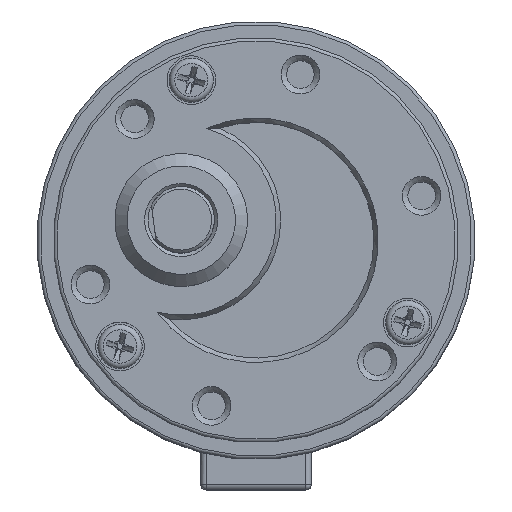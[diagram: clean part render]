
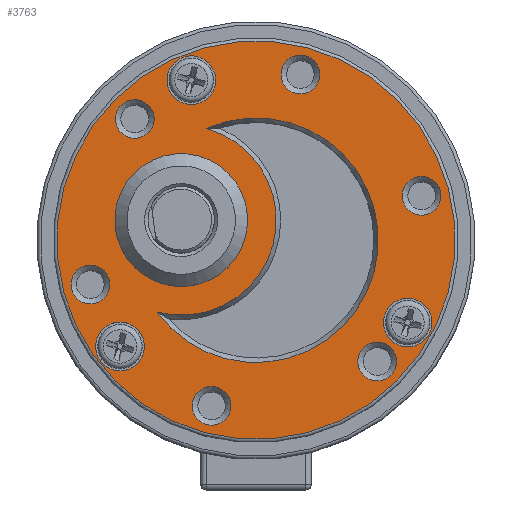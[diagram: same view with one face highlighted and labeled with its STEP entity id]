
A CAD part, top view. The second image highlights one B-rep face of the part: STEP entity #3763.
In plain terms, the highlighted planar face has unit normal (0, 0, 1).
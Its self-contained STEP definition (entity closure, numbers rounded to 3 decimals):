
#2908=PLANE('',#10139);
#3763=ADVANCED_FACE('',(#4161,#4162,#4163,#4164,#4165,#4166,#4167,#4168,
#4169,#4170,#4171,#4172),#2908,.T.);
#4161=FACE_BOUND('',#4705,.T.);
#4162=FACE_BOUND('',#4706,.T.);
#4163=FACE_BOUND('',#4707,.T.);
#4164=FACE_BOUND('',#4708,.T.);
#4165=FACE_BOUND('',#4709,.T.);
#4166=FACE_BOUND('',#4710,.T.);
#4167=FACE_BOUND('',#4711,.T.);
#4168=FACE_BOUND('',#4712,.T.);
#4169=FACE_BOUND('',#4713,.T.);
#4170=FACE_BOUND('',#4714,.T.);
#4171=FACE_BOUND('',#4715,.T.);
#4172=FACE_BOUND('',#4716,.T.);
#4705=EDGE_LOOP('',(#6678));
#4706=EDGE_LOOP('',(#6679));
#4707=EDGE_LOOP('',(#6680));
#4708=EDGE_LOOP('',(#6681));
#4709=EDGE_LOOP('',(#6682));
#4710=EDGE_LOOP('',(#6683));
#4711=EDGE_LOOP('',(#6684));
#4712=EDGE_LOOP('',(#6685));
#4713=EDGE_LOOP('',(#6686));
#4714=EDGE_LOOP('',(#6687));
#4715=EDGE_LOOP('',(#6688));
#4716=EDGE_LOOP('',(#6689,#6690));
#6678=ORIENTED_EDGE('',*,*,#8731,.T.);
#6679=ORIENTED_EDGE('',*,*,#8729,.T.);
#6680=ORIENTED_EDGE('',*,*,#8727,.T.);
#6681=ORIENTED_EDGE('',*,*,#8745,.F.);
#6682=ORIENTED_EDGE('',*,*,#8750,.T.);
#6683=ORIENTED_EDGE('',*,*,#8748,.T.);
#6684=ORIENTED_EDGE('',*,*,#8746,.T.);
#6685=ORIENTED_EDGE('',*,*,#8759,.T.);
#6686=ORIENTED_EDGE('',*,*,#8762,.T.);
#6687=ORIENTED_EDGE('',*,*,#8763,.T.);
#6688=ORIENTED_EDGE('',*,*,#8764,.T.);
#6689=ORIENTED_EDGE('',*,*,#8755,.T.);
#6690=ORIENTED_EDGE('',*,*,#8757,.T.);
#7682=VERTEX_POINT('',#15306);
#7684=VERTEX_POINT('',#15311);
#7686=VERTEX_POINT('',#15316);
#7700=VERTEX_POINT('',#15359);
#7701=VERTEX_POINT('',#15363);
#7703=VERTEX_POINT('',#15368);
#7705=VERTEX_POINT('',#15373);
#7708=VERTEX_POINT('',#15382);
#7710=VERTEX_POINT('',#15389);
#7712=VERTEX_POINT('',#15398);
#7715=VERTEX_POINT('',#15406);
#7716=VERTEX_POINT('',#15409);
#7717=VERTEX_POINT('',#15412);
#8727=EDGE_CURVE('',#7682,#7682,#9196,.T.);
#8729=EDGE_CURVE('',#7684,#7684,#9198,.T.);
#8731=EDGE_CURVE('',#7686,#7686,#9200,.T.);
#8745=EDGE_CURVE('',#7700,#7700,#9214,.T.);
#8746=EDGE_CURVE('',#7701,#7701,#9215,.T.);
#8748=EDGE_CURVE('',#7703,#7703,#9217,.T.);
#8750=EDGE_CURVE('',#7705,#7705,#9219,.T.);
#8755=EDGE_CURVE('',#7708,#7710,#9222,.T.);
#8757=EDGE_CURVE('',#7710,#7708,#9224,.T.);
#8759=EDGE_CURVE('',#7712,#7712,#9226,.T.);
#8762=EDGE_CURVE('',#7715,#7715,#9229,.T.);
#8763=EDGE_CURVE('',#7716,#7716,#9230,.T.);
#8764=EDGE_CURVE('',#7717,#7717,#9231,.T.);
#9196=CIRCLE('',#10065,1.75);
#9198=CIRCLE('',#10068,1.75);
#9200=CIRCLE('',#10071,1.75);
#9214=CIRCLE('',#10100,6.);
#9215=CIRCLE('',#10103,1.75);
#9217=CIRCLE('',#10106,1.75);
#9219=CIRCLE('',#10109,1.75);
#9222=CIRCLE('',#10113,8.596);
#9224=CIRCLE('',#10116,11.054);
#9226=CIRCLE('',#10119,18.);
#9229=CIRCLE('',#10124,2.2);
#9230=CIRCLE('',#10126,2.2);
#9231=CIRCLE('',#10128,2.2);
#10065=AXIS2_PLACEMENT_3D('',#15305,#11952,#11953);
#10068=AXIS2_PLACEMENT_3D('',#15310,#11958,#11959);
#10071=AXIS2_PLACEMENT_3D('',#15315,#11964,#11965);
#10100=AXIS2_PLACEMENT_3D('',#15358,#12022,#12023);
#10103=AXIS2_PLACEMENT_3D('',#15362,#12028,#12029);
#10106=AXIS2_PLACEMENT_3D('',#15367,#12034,#12035);
#10109=AXIS2_PLACEMENT_3D('',#15372,#12040,#12041);
#10113=AXIS2_PLACEMENT_3D('',#15390,#12048,#12049);
#10116=AXIS2_PLACEMENT_3D('',#15393,#12054,#12055);
#10119=AXIS2_PLACEMENT_3D('',#15397,#12060,#12061);
#10124=AXIS2_PLACEMENT_3D('',#15405,#12070,#12071);
#10126=AXIS2_PLACEMENT_3D('',#15408,#12074,#12075);
#10128=AXIS2_PLACEMENT_3D('',#15411,#12078,#12079);
#10139=AXIS2_PLACEMENT_3D('',#15425,#12100,#12101);
#11952=DIRECTION('',(0.,0.,-1.));
#11953=DIRECTION('',(-0.966,0.259,0.));
#11958=DIRECTION('',(0.,0.,-1.));
#11959=DIRECTION('',(-0.966,0.259,0.));
#11964=DIRECTION('',(0.,0.,-1.));
#11965=DIRECTION('',(-0.966,0.259,0.));
#12022=DIRECTION('',(0.,0.,1.));
#12023=DIRECTION('',(-0.966,0.259,0.));
#12028=DIRECTION('',(0.,0.,-1.));
#12029=DIRECTION('',(-0.966,0.259,0.));
#12034=DIRECTION('',(0.,0.,-1.));
#12035=DIRECTION('',(-0.966,0.259,0.));
#12040=DIRECTION('',(0.,0.,-1.));
#12041=DIRECTION('',(-0.966,0.259,0.));
#12048=DIRECTION('',(0.,0.,1.));
#12049=DIRECTION('',(-0.966,0.259,0.));
#12054=DIRECTION('',(0.,0.,-1.));
#12055=DIRECTION('',(-0.966,0.259,0.));
#12060=DIRECTION('',(0.,0.,1.));
#12061=DIRECTION('',(-0.966,0.259,0.));
#12070=DIRECTION('',(0.,0.,-1.));
#12071=DIRECTION('',(0.966,-0.259,0.));
#12074=DIRECTION('',(0.,0.,-1.));
#12075=DIRECTION('',(0.966,-0.259,0.));
#12078=DIRECTION('',(0.,0.,-1.));
#12079=DIRECTION('',(0.966,-0.259,0.));
#12100=DIRECTION('',(0.,0.,1.));
#12101=DIRECTION('',(-0.966,0.259,0.));
#15305=CARTESIAN_POINT('',(4.012,14.972,50.55));
#15306=CARTESIAN_POINT('',(2.321,15.425,50.55));
#15310=CARTESIAN_POINT('',(-14.972,-4.012,50.55));
#15311=CARTESIAN_POINT('',(-16.662,-3.559,50.55));
#15315=CARTESIAN_POINT('',(10.96,-10.96,50.55));
#15316=CARTESIAN_POINT('',(9.27,-10.507,50.55));
#15358=CARTESIAN_POINT('',(-6.761,1.812,50.55));
#15359=CARTESIAN_POINT('',(-12.557,3.365,50.55));
#15362=CARTESIAN_POINT('',(-10.96,10.96,50.55));
#15363=CARTESIAN_POINT('',(-12.651,11.413,50.55));
#15367=CARTESIAN_POINT('',(14.972,4.012,50.55));
#15368=CARTESIAN_POINT('',(13.281,4.465,50.55));
#15372=CARTESIAN_POINT('',(-4.012,-14.972,50.55));
#15373=CARTESIAN_POINT('',(-5.702,-14.519,50.55));
#15382=CARTESIAN_POINT('',(-8.938,-6.504,50.55));
#15389=CARTESIAN_POINT('',(-4.489,10.102,50.55));
#15390=CARTESIAN_POINT('',(-6.761,1.812,50.55));
#15393=CARTESIAN_POINT('',(0.,0.,
50.55));
#15397=CARTESIAN_POINT('',(0.,0.,
50.55));
#15398=CARTESIAN_POINT('',(-17.387,4.659,50.55));
#15405=CARTESIAN_POINT('',(13.71,-7.444,50.55));
#15406=CARTESIAN_POINT('',(15.835,-8.013,50.55));
#15408=CARTESIAN_POINT('',(-5.844,14.464,50.55));
#15409=CARTESIAN_POINT('',(-3.719,13.895,50.55));
#15411=CARTESIAN_POINT('',(-12.293,-9.604,50.55));
#15412=CARTESIAN_POINT('',(-10.168,-10.174,50.55));
#15425=CARTESIAN_POINT('',(0.,0.,
50.55));
